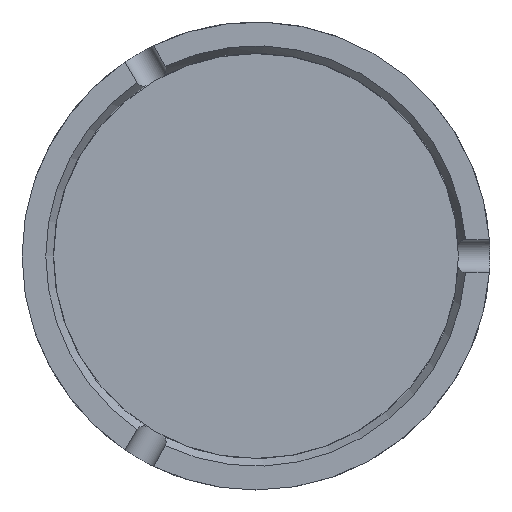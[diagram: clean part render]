
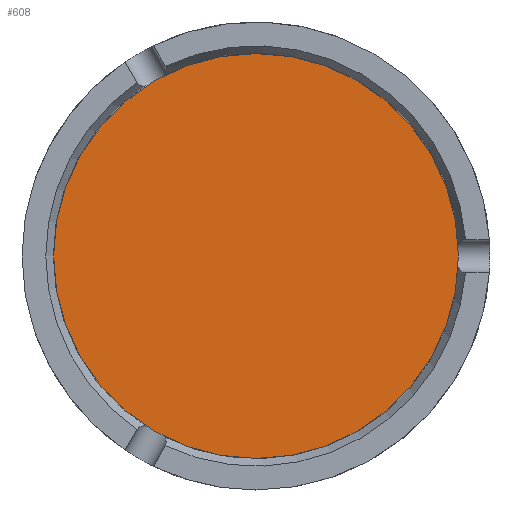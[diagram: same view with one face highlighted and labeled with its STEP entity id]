
A CAD part, front view. The second image highlights one B-rep face of the part: STEP entity #608.
In plain terms, the highlighted face is planar.
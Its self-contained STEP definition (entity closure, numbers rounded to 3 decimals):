
#81=PLANE('',#777);
#108=FACE_OUTER_BOUND('',#154,.T.);
#154=EDGE_LOOP('',(#452));
#260=CIRCLE('',#778,17.155);
#301=VERTEX_POINT('',#1104);
#359=EDGE_CURVE('',#301,#301,#260,.T.);
#452=ORIENTED_EDGE('',*,*,#359,.F.);
#608=ADVANCED_FACE('',(#108),#81,.T.);
#777=AXIS2_PLACEMENT_3D('',#1103,#895,#896);
#778=AXIS2_PLACEMENT_3D('',#1105,#897,#898);
#895=DIRECTION('center_axis',(0.,0.,1.));
#896=DIRECTION('ref_axis',(1.,0.,0.));
#897=DIRECTION('center_axis',(0.,0.,-1.));
#898=DIRECTION('ref_axis',(1.,0.,0.));
#1103=CARTESIAN_POINT('Origin',(0.,5.,1.4));
#1104=CARTESIAN_POINT('',(0.,-29.31,1.4));
#1105=CARTESIAN_POINT('Origin',(0.,-12.155,1.4));
